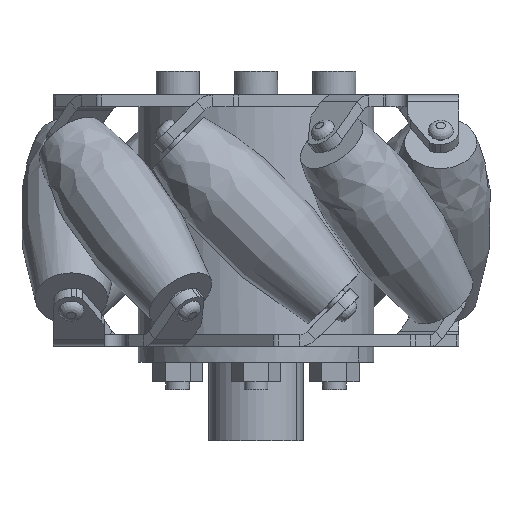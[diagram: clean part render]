
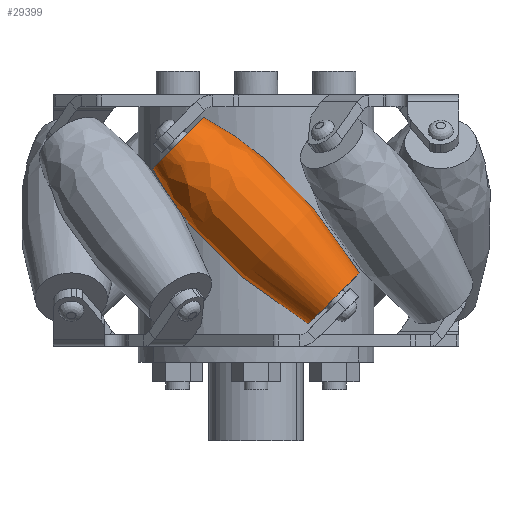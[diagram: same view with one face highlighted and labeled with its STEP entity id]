
A CAD part, left-side view. The second image highlights one B-rep face of the part: STEP entity #29399.
In plain terms, the highlighted face is a revolution surface.
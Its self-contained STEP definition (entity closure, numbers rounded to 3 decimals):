
#23780 = PLANE('',#23781);
#23781 = AXIS2_PLACEMENT_3D('',#23782,#23783,#23784);
#23782 = CARTESIAN_POINT('',(-23.5,-9.899,-9.899));
#23783 = DIRECTION('',(0.,0.707,0.707)
  );
#23784 = DIRECTION('',(0.,0.707,-0.707
    ));
#26237 = PLANE('',#26238);
#26238 = AXIS2_PLACEMENT_3D('',#26239,#26240,#26241);
#26239 = CARTESIAN_POINT('',(-23.5,9.899,9.899));
#26240 = DIRECTION('',(0.,0.707,0.707)
  );
#26241 = DIRECTION('',(0.,0.707,-0.707
    ));
#27932 = EDGE_CURVE('',#27933,#27933,#27935,.T.);
#27933 = VERTEX_POINT('',#27934);
#27934 = CARTESIAN_POINT('',(-23.5,-13.152,-6.647));
#27935 = SURFACE_CURVE('',#27936,(#27941,#27952),.PCURVE_S1.);
#27936 = CIRCLE('',#27937,4.6);
#27937 = AXIS2_PLACEMENT_3D('',#27938,#27939,#27940);
#27938 = CARTESIAN_POINT('',(-23.5,-9.899,-9.899));
#27939 = DIRECTION('',(0.,-0.707,-0.707
    ));
#27940 = DIRECTION('',(0.,-0.707,
    0.707));
#27941 = PCURVE('',#23780,#27942);
#27942 = DEFINITIONAL_REPRESENTATION('',(#27943),#27951);
#27943 = ( BOUNDED_CURVE() B_SPLINE_CURVE(2,(#27944,#27945,#27946,#27947
    ,#27948,#27949,#27950),.UNSPECIFIED.,.T.,.F.) 
B_SPLINE_CURVE_WITH_KNOTS((1,2,2,2,2,1),(-2.094,0.,
    2.094,4.189,6.283,8.378),
.UNSPECIFIED.) CURVE() GEOMETRIC_REPRESENTATION_ITEM() 
RATIONAL_B_SPLINE_CURVE((1.,0.5,1.,0.5,1.,0.5,1.)) REPRESENTATION_ITEM(
  '') );
#27944 = CARTESIAN_POINT('',(-4.6,0.));
#27945 = CARTESIAN_POINT('',(-4.6,7.967));
#27946 = CARTESIAN_POINT('',(2.3,3.984));
#27947 = CARTESIAN_POINT('',(9.2,0.));
#27948 = CARTESIAN_POINT('',(2.3,-3.984));
#27949 = CARTESIAN_POINT('',(-4.6,-7.967));
#27950 = CARTESIAN_POINT('',(-4.6,0.));
#27951 = ( GEOMETRIC_REPRESENTATION_CONTEXT(2) 
PARAMETRIC_REPRESENTATION_CONTEXT() REPRESENTATION_CONTEXT('2D SPACE',''
  ) );
#27952 = PCURVE('',#27953,#27961);
#27953 = SURFACE_OF_REVOLUTION('',#27954,#27958);
#27954 = B_SPLINE_CURVE_WITH_KNOTS('',2,(#27955,#27956,#27957),
  .UNSPECIFIED.,.F.,.F.,(3,3),(0.,1.),.PIECEWISE_BEZIER_KNOTS.);
#27955 = CARTESIAN_POINT('',(-23.5,-13.152,-6.647));
#27956 = CARTESIAN_POINT('',(-23.5,-4.734,7.166));
#27957 = CARTESIAN_POINT('',(-23.5,6.647,13.152));
#27958 = AXIS1_PLACEMENT('',#27959,#27960);
#27959 = CARTESIAN_POINT('',(-23.5,12.092,12.092));
#27960 = DIRECTION('',(0.,-0.707,-0.707
    ));
#27961 = DEFINITIONAL_REPRESENTATION('',(#27962),#27965);
#27962 = B_SPLINE_CURVE_WITH_KNOTS('',1,(#27963,#27964),.UNSPECIFIED.,
  .F.,.F.,(2,2),(0.,6.283),.PIECEWISE_BEZIER_KNOTS.);
#27963 = CARTESIAN_POINT('',(0.,0.));
#27964 = CARTESIAN_POINT('',(6.283,0.));
#27965 = ( GEOMETRIC_REPRESENTATION_CONTEXT(2) 
PARAMETRIC_REPRESENTATION_CONTEXT() REPRESENTATION_CONTEXT('2D SPACE',''
  ) );
#28891 = EDGE_CURVE('',#28892,#28892,#28894,.T.);
#28892 = VERTEX_POINT('',#28893);
#28893 = CARTESIAN_POINT('',(-23.5,6.647,13.152));
#28894 = SURFACE_CURVE('',#28895,(#28900,#28911),.PCURVE_S1.);
#28895 = CIRCLE('',#28896,4.6);
#28896 = AXIS2_PLACEMENT_3D('',#28897,#28898,#28899);
#28897 = CARTESIAN_POINT('',(-23.5,9.899,9.899));
#28898 = DIRECTION('',(0.,-0.707,-0.707
    ));
#28899 = DIRECTION('',(0.,-0.707,
    0.707));
#28900 = PCURVE('',#26237,#28901);
#28901 = DEFINITIONAL_REPRESENTATION('',(#28902),#28910);
#28902 = ( BOUNDED_CURVE() B_SPLINE_CURVE(2,(#28903,#28904,#28905,#28906
    ,#28907,#28908,#28909),.UNSPECIFIED.,.T.,.F.) 
B_SPLINE_CURVE_WITH_KNOTS((1,2,2,2,2,1),(-2.094,0.,
    2.094,4.189,6.283,8.378),
.UNSPECIFIED.) CURVE() GEOMETRIC_REPRESENTATION_ITEM() 
RATIONAL_B_SPLINE_CURVE((1.,0.5,1.,0.5,1.,0.5,1.)) REPRESENTATION_ITEM(
  '') );
#28903 = CARTESIAN_POINT('',(-4.6,0.));
#28904 = CARTESIAN_POINT('',(-4.6,7.967));
#28905 = CARTESIAN_POINT('',(2.3,3.984));
#28906 = CARTESIAN_POINT('',(9.2,0.));
#28907 = CARTESIAN_POINT('',(2.3,-3.984));
#28908 = CARTESIAN_POINT('',(-4.6,-7.967));
#28909 = CARTESIAN_POINT('',(-4.6,0.));
#28910 = ( GEOMETRIC_REPRESENTATION_CONTEXT(2) 
PARAMETRIC_REPRESENTATION_CONTEXT() REPRESENTATION_CONTEXT('2D SPACE',''
  ) );
#28911 = PCURVE('',#27953,#28912);
#28912 = DEFINITIONAL_REPRESENTATION('',(#28913),#28916);
#28913 = B_SPLINE_CURVE_WITH_KNOTS('',1,(#28914,#28915),.UNSPECIFIED.,
  .F.,.F.,(2,2),(0.,6.283),.PIECEWISE_BEZIER_KNOTS.);
#28914 = CARTESIAN_POINT('',(0.,1.));
#28915 = CARTESIAN_POINT('',(6.283,1.));
#28916 = ( GEOMETRIC_REPRESENTATION_CONTEXT(2) 
PARAMETRIC_REPRESENTATION_CONTEXT() REPRESENTATION_CONTEXT('2D SPACE',''
  ) );
#29399 = ADVANCED_FACE('',(#29400),#27953,.F.);
#29400 = FACE_BOUND('',#29401,.F.);
#29401 = EDGE_LOOP('',(#29402,#29403,#29422,#29423));
#29402 = ORIENTED_EDGE('',*,*,#27932,.T.);
#29403 = ORIENTED_EDGE('',*,*,#29404,.T.);
#29404 = EDGE_CURVE('',#27933,#28892,#29405,.T.);
#29405 = SEAM_CURVE('',#29406,(#29410,#29416),.PCURVE_S1.);
#29406 = B_SPLINE_CURVE_WITH_KNOTS('',2,(#29407,#29408,#29409),
  .UNSPECIFIED.,.F.,.F.,(3,3),(0.,1.),.PIECEWISE_BEZIER_KNOTS.);
#29407 = CARTESIAN_POINT('',(-23.5,-13.152,-6.647));
#29408 = CARTESIAN_POINT('',(-23.5,-4.734,7.166));
#29409 = CARTESIAN_POINT('',(-23.5,6.647,13.152));
#29410 = PCURVE('',#27953,#29411);
#29411 = DEFINITIONAL_REPRESENTATION('',(#29412),#29415);
#29412 = B_SPLINE_CURVE_WITH_KNOTS('',1,(#29413,#29414),.UNSPECIFIED.,
  .F.,.F.,(2,2),(0.,1.),.PIECEWISE_BEZIER_KNOTS.);
#29413 = CARTESIAN_POINT('',(6.283,0.));
#29414 = CARTESIAN_POINT('',(6.283,1.));
#29415 = ( GEOMETRIC_REPRESENTATION_CONTEXT(2) 
PARAMETRIC_REPRESENTATION_CONTEXT() REPRESENTATION_CONTEXT('2D SPACE',''
  ) );
#29416 = PCURVE('',#27953,#29417);
#29417 = DEFINITIONAL_REPRESENTATION('',(#29418),#29421);
#29418 = B_SPLINE_CURVE_WITH_KNOTS('',1,(#29419,#29420),.UNSPECIFIED.,
  .F.,.F.,(2,2),(0.,1.),.PIECEWISE_BEZIER_KNOTS.);
#29419 = CARTESIAN_POINT('',(0.,0.));
#29420 = CARTESIAN_POINT('',(0.,1.));
#29421 = ( GEOMETRIC_REPRESENTATION_CONTEXT(2) 
PARAMETRIC_REPRESENTATION_CONTEXT() REPRESENTATION_CONTEXT('2D SPACE',''
  ) );
#29422 = ORIENTED_EDGE('',*,*,#28891,.F.);
#29423 = ORIENTED_EDGE('',*,*,#29404,.F.);
